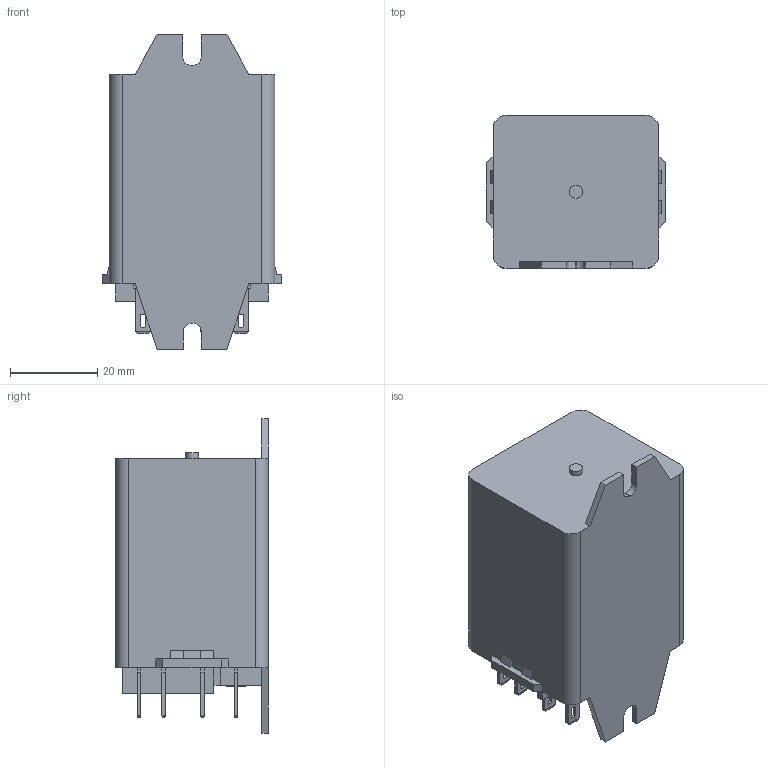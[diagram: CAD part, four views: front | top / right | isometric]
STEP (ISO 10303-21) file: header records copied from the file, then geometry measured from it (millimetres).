
FILE_DESCRIPTION (( 'STEP AP203' ), '1' );
FILE_NAME ('ØÐÂÈ.647115.001 Ðåëå ÐÝÊ59 äëÿ ìîäåëè.STEP', '2019-11-20T02:40:04', ( '' ), ( '' ), 'SwSTEP 2.0', 'SolidWorks 2017', '' );
FILE_SCHEMA (( 'CONFIG_CONTROL_DESIGN' ));
Length unit declared in the file: millimetre
Products named in the file (1): ØÐÂÈ.647115.001 Ðåëå ÐÝÊ59 äëÿ ìîäåëè
Bounding box: 41 x 35 x 72 mm (x, y, z)
Volume: 19142.6 mm3; surface area: 22317.8 mm2
Topology: 4 solids, 4 shells, 832 faces, 2125 edges, 1338 vertices
Faces by surface type: plane 573, cylinder 203, torus 56
Full cylindrical faces by diameter (mm): 0.3 x1, 0.301 x1, 0.416 x1, 0.433 x1, 2.498 x2, 2.5 x2, 2.6 x2, 3 x1, 4.5 x2
Entity records: 24767 total; most frequent: CARTESIAN_POINT 4355, ORIENTED_EDGE 4212, DIRECTION 4186, EDGE_CURVE 2106, VECTOR 1636, LINE 1636, VERTEX_POINT 1332, AXIS2_PLACEMENT_3D 1275
